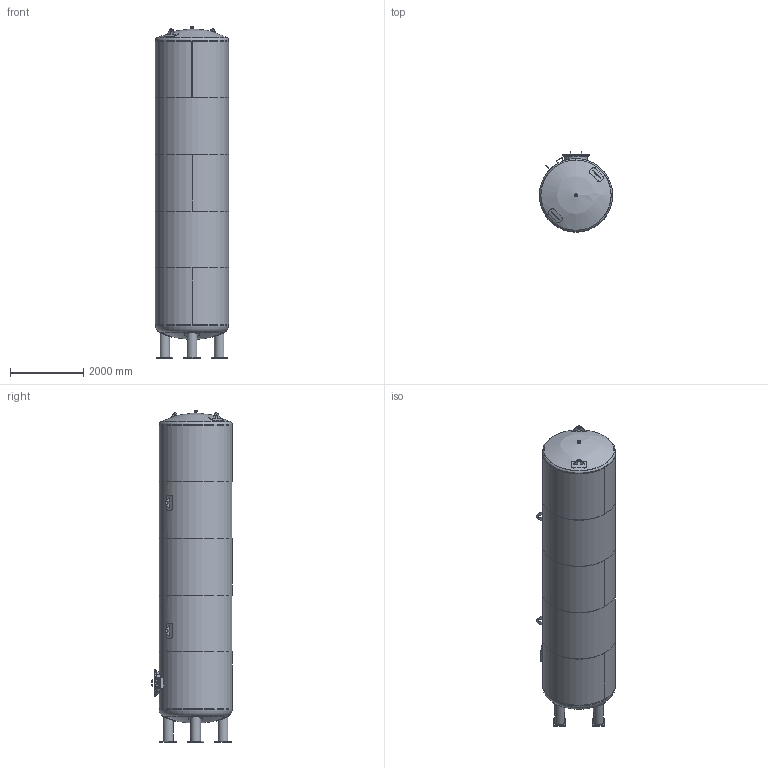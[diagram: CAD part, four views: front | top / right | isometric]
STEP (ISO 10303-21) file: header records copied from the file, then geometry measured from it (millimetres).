
FILE_DESCRIPTION((''),'2;1');
FILE_NAME('Behälter_Z-38_11-241_2000_025.stp','2013-01-31T11:40:54',('k�'),(''),'Autodesk Inventor 2012','Autodesk Inventor 2012','');
FILE_SCHEMA(('AUTOMOTIVE_DESIGN { 1 0 10303 214 1 1 1 1 }'));
Length unit declared in the file: millimetre
Products named in the file (1): Behälter_Z-38_11-241_2000_025_KV
Bounding box: 2000 x 2197 x 9075.43 mm (x, y, z)
Volume: 1233053296.2 mm3; surface area: 120018105.5 mm2
Topology: 7 solids, 11 shells, 1122 faces, 2587 edges, 1624 vertices
Faces by surface type: plane 636, cone 288, cylinder 164, sphere 18, torus 16
Full cylindrical faces by diameter (mm): 16 x70, 22.5 x32, 60.3 x2, 66.3 x1, 82.3 x1, 257 x4, 273 x4, 400 x4, 598 x2, 610 x2, 660 x1, 720 x2, 1988 x6, 2000 x7
Entity records: 32215 total; most frequent: CARTESIAN_POINT 8678, ORIENTED_EDGE 4614, DIRECTION 4360, EDGE_CURVE 2307, AXIS2_PLACEMENT_3D 1758, EDGE_LOOP 1577, VERTEX_POINT 1572, FACE_OUTER_BOUND 1122
